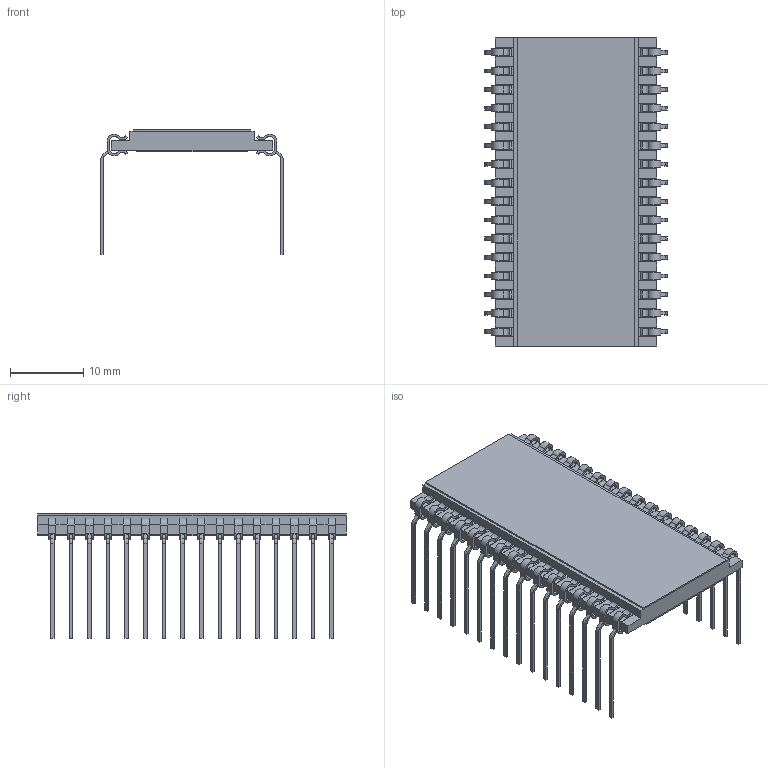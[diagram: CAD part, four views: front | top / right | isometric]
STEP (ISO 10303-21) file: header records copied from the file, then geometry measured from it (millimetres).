
FILE_DESCRIPTION(('FreeCAD Model'),'2;1');
FILE_NAME( 'Part_cp.step', '2018-10-11T00:00:10',('kicad StepUp'),('ksu MCAD'), 'Open CASCADE STEP processor 7.2','FreeCAD','Unknown');
FILE_SCHEMA(('AUTOMOTIVE_DESIGN { 1 0 10303 214 1 1 1 1 }'));
Length unit declared in the file: millimetre
Products named in the file (1): Part_cp
Bounding box: 24.84 x 42 x 17.03 mm (x, y, z)
Volume: 2535.3 mm3; surface area: 3595.7 mm2
Topology: 33 solids, 33 shells, 918 faces, 2388 edges, 1568 vertices
Faces by surface type: plane 598, cylinder 320
Entity records: 34475 total; most frequent: DIRECTION 4930, CARTESIAN_POINT 4875, ORIENTED_EDGE 4776, EDGE_CURVE 2388, LINE 1684, VECTOR 1684, AXIS2_PLACEMENT_3D 1623, VERTEX_POINT 1568
